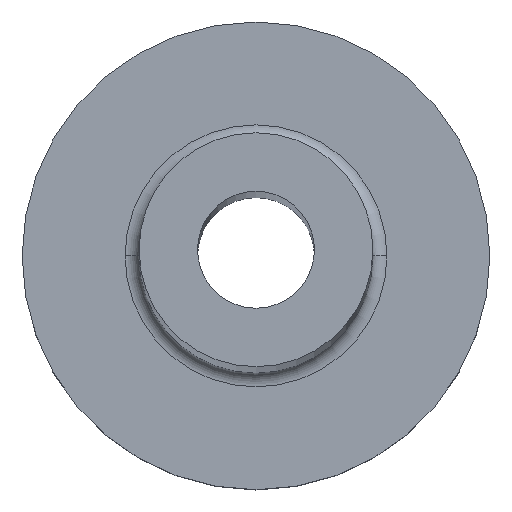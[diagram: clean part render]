
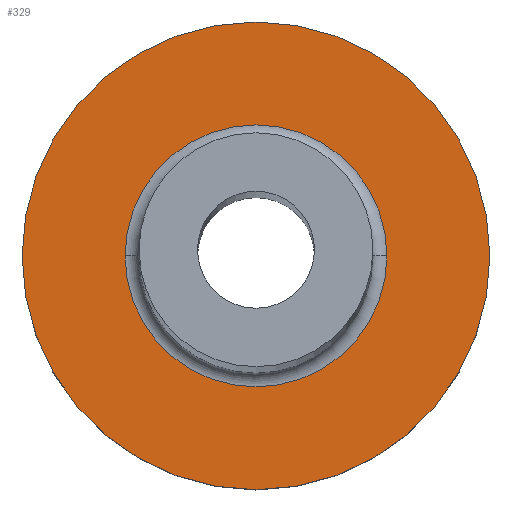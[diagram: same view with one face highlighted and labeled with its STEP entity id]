
A CAD part, top view. The second image highlights one B-rep face of the part: STEP entity #329.
In plain terms, the highlighted planar face has unit normal (0, 0, 1).
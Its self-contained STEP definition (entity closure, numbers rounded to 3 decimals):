
#2 = CIRCLE ( 'NONE', #242, 5. ) ;
#22 = CARTESIAN_POINT ( 'NONE',  ( 0., 0., 3. ) ) ;
#25 = CIRCLE ( 'NONE', #207, 2.8 ) ;
#33 = PLANE ( 'NONE',  #282 ) ;
#42 = EDGE_LOOP ( 'NONE', ( #328, #290 ) ) ;
#50 = VERTEX_POINT ( 'NONE', #347 ) ;
#60 = VERTEX_POINT ( 'NONE', #225 ) ;
#88 = CARTESIAN_POINT ( 'NONE',  ( 5., 0., 3. ) ) ;
#92 = CARTESIAN_POINT ( 'NONE',  ( 0., 0., 3. ) ) ;
#94 = CARTESIAN_POINT ( 'NONE',  ( 0., 0., 3. ) ) ;
#97 = CARTESIAN_POINT ( 'NONE',  ( 0., 0., 3. ) ) ;
#114 = DIRECTION ( 'NONE',  ( 1., 0., 0. ) ) ;
#119 = AXIS2_PLACEMENT_3D ( 'NONE', #92, #147, #373 ) ;
#123 = CIRCLE ( 'NONE', #119, 2.8 ) ;
#143 = EDGE_CURVE ( 'NONE', #50, #374, #123, .T. ) ;
#147 = DIRECTION ( 'NONE',  ( 0., 0., -1. ) ) ;
#151 = CARTESIAN_POINT ( 'NONE',  ( 2.8, 0., 3. ) ) ;
#152 = DIRECTION ( 'NONE',  ( 0., 0., 1. ) ) ;
#156 = DIRECTION ( 'NONE',  ( 0., 0., 1. ) ) ;
#166 = CIRCLE ( 'NONE', #335, 5. ) ;
#168 = EDGE_CURVE ( 'NONE', #374, #50, #25, .T. ) ;
#181 = VERTEX_POINT ( 'NONE', #88 ) ;
#182 = CARTESIAN_POINT ( 'NONE',  ( 0., 0., 3. ) ) ;
#185 = DIRECTION ( 'NONE',  ( 1., 0., 0. ) ) ;
#207 = AXIS2_PLACEMENT_3D ( 'NONE', #22, #211, #114 ) ;
#208 = EDGE_CURVE ( 'NONE', #60, #181, #166, .T. ) ;
#211 = DIRECTION ( 'NONE',  ( 0., 0., -1. ) ) ;
#217 = DIRECTION ( 'NONE',  ( 1., 0., 0. ) ) ;
#222 = FACE_OUTER_BOUND ( 'NONE', #42, .T. ) ;
#225 = CARTESIAN_POINT ( 'NONE',  ( -5., 0., 3. ) ) ;
#242 = AXIS2_PLACEMENT_3D ( 'NONE', #97, #156, #185 ) ;
#245 = FACE_BOUND ( 'NONE', #293, .T. ) ;
#246 = DIRECTION ( 'NONE',  ( 0., 0., 1. ) ) ;
#262 = ORIENTED_EDGE ( 'NONE', *, *, #143, .T. ) ;
#275 = EDGE_CURVE ( 'NONE', #181, #60, #2, .T. ) ;
#282 = AXIS2_PLACEMENT_3D ( 'NONE', #94, #246, #359 ) ;
#290 = ORIENTED_EDGE ( 'NONE', *, *, #275, .T. ) ;
#293 = EDGE_LOOP ( 'NONE', ( #314, #262 ) ) ;
#314 = ORIENTED_EDGE ( 'NONE', *, *, #168, .T. ) ;
#328 = ORIENTED_EDGE ( 'NONE', *, *, #208, .T. ) ;
#329 = ADVANCED_FACE ( 'NONE', ( #245, #222 ), #33, .T. ) ;
#335 = AXIS2_PLACEMENT_3D ( 'NONE', #182, #152, #217 ) ;
#347 = CARTESIAN_POINT ( 'NONE',  ( -2.8, 0., 3. ) ) ;
#359 = DIRECTION ( 'NONE',  ( 1., 0., 0. ) ) ;
#373 = DIRECTION ( 'NONE',  ( 1., 0., 0. ) ) ;
#374 = VERTEX_POINT ( 'NONE', #151 ) ;
